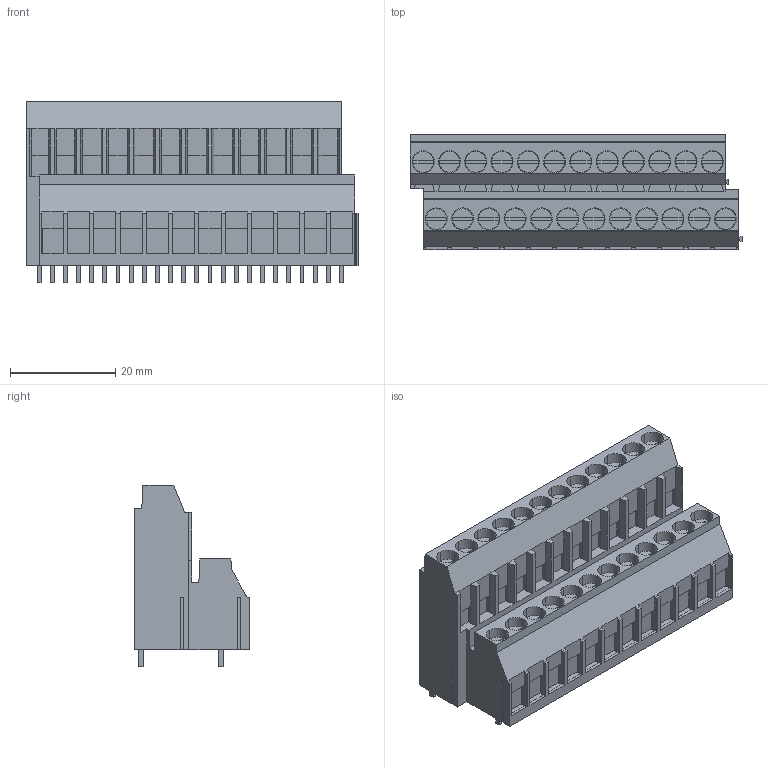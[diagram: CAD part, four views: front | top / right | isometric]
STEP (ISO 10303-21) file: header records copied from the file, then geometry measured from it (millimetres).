
FILE_DESCRIPTION(('CATIA V5 STEP','CAx-IF Rec.Pracs.--- Model Styling and Organization---1.4--- 2014-01-23'),'2;1');
FILE_NAME ('D1460966_1', '2024-03-18T13:07:17+00:00', ('none'), ('Weidmueller'), 'CATIA Version 5-6 Release 2016 SP3 HF44', 'CATIA V5 STEP AP214', 'none');
FILE_SCHEMA(('AUTOMOTIVE_DESIGN { 1 0 10303 214 1 1 1 1 }'));
Length unit declared in the file: millimetre
Products named in the file (1): 1977350000
Bounding box: 63.15 x 21.94 x 34.47 mm (x, y, z)
Volume: 25348.8 mm3; surface area: 12720.1 mm2
Topology: 49 solids, 49 shells, 1342 faces, 3854 edges, 2635 vertices
Faces by surface type: plane 1246, cylinder 96
Entity records: 40222 total; most frequent: ORIENTED_EDGE 7708, CARTESIAN_POINT 7701, DIRECTION 5104, EDGE_CURVE 3854, VECTOR 3418, LINE 3418, VERTEX_POINT 2635, EDGE_LOOP 1367
